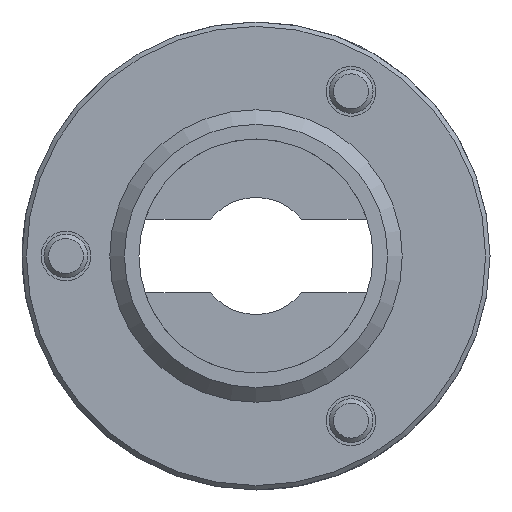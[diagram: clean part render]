
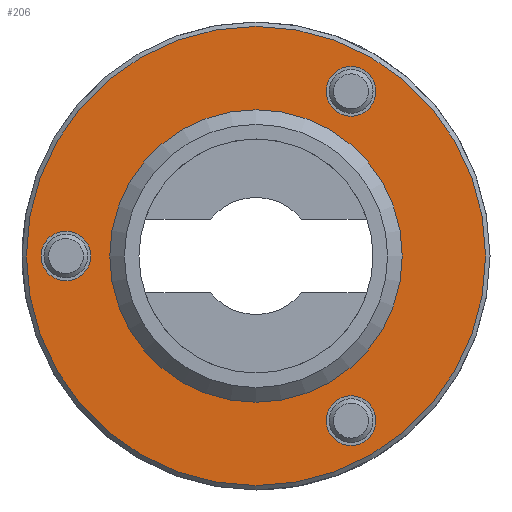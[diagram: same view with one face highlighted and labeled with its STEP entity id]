
A CAD part, front view. The second image highlights one B-rep face of the part: STEP entity #206.
In plain terms, the highlighted planar face has unit normal (0, -1, 0).
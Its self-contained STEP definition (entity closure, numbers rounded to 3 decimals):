
#206 = ADVANCED_FACE( '', ( #452, #453, #454, #455, #456 ), #457, .F. );
#452 = FACE_BOUND( '', #722, .T. );
#453 = FACE_BOUND( '', #723, .T. );
#454 = FACE_BOUND( '', #724, .T. );
#455 = FACE_BOUND( '', #725, .T. );
#456 = FACE_OUTER_BOUND( '', #726, .T. );
#457 = PLANE( '', #727 );
#722 = EDGE_LOOP( '', ( #1242 ) );
#723 = EDGE_LOOP( '', ( #1243 ) );
#724 = EDGE_LOOP( '', ( #1244 ) );
#725 = EDGE_LOOP( '', ( #1245 ) );
#726 = EDGE_LOOP( '', ( #1246 ) );
#727 = AXIS2_PLACEMENT_3D( '', #1247, #1248, #1249 );
#1242 = ORIENTED_EDGE( '', *, *, #1583, .F. );
#1243 = ORIENTED_EDGE( '', *, *, #1581, .T. );
#1244 = ORIENTED_EDGE( '', *, *, #1610, .T. );
#1245 = ORIENTED_EDGE( '', *, *, #1431, .T. );
#1246 = ORIENTED_EDGE( '', *, *, #1611, .T. );
#1247 = CARTESIAN_POINT( '', ( 15.7, -5.5, 0. ) );
#1248 = DIRECTION( '', ( 0., 1., 0. ) );
#1249 = DIRECTION( '', ( 0., 0., 1. ) );
#1431 = EDGE_CURVE( '', #1674, #1674, #1675, .T. );
#1581 = EDGE_CURVE( '', #1911, #1911, #1912, .T. );
#1583 = EDGE_CURVE( '', #1914, #1914, #1915, .T. );
#1610 = EDGE_CURVE( '', #1948, #1948, #1949, .T. );
#1611 = EDGE_CURVE( '', #1950, #1950, #1951, .T. );
#1674 = VERTEX_POINT( '', #2025 );
#1675 = CIRCLE( '', #2026, 1.7 );
#1911 = VERTEX_POINT( '', #2351 );
#1912 = CIRCLE( '', #2352, 1.7 );
#1914 = VERTEX_POINT( '', #2354 );
#1915 = CIRCLE( '', #2355, 10. );
#1948 = VERTEX_POINT( '', #2395 );
#1949 = CIRCLE( '', #2396, 1.7 );
#1950 = VERTEX_POINT( '', #2397 );
#1951 = CIRCLE( '', #2398, 15.7 );
#2025 = CARTESIAN_POINT( '', ( -11.3, -5.5, 0. ) );
#2026 = AXIS2_PLACEMENT_3D( '', #2457, #2458, #2459 );
#2351 = CARTESIAN_POINT( '', ( 8.2, -5.5, 11.258 ) );
#2352 = AXIS2_PLACEMENT_3D( '', #2636, #2637, #2638 );
#2354 = CARTESIAN_POINT( '', ( 0., -5.5, -10. ) );
#2355 = AXIS2_PLACEMENT_3D( '', #2639, #2640, #2641 );
#2395 = CARTESIAN_POINT( '', ( 8.2, -5.5, -11.258 ) );
#2396 = AXIS2_PLACEMENT_3D( '', #2673, #2674, #2675 );
#2397 = CARTESIAN_POINT( '', ( 0., -5.5, -15.7 ) );
#2398 = AXIS2_PLACEMENT_3D( '', #2676, #2677, #2678 );
#2457 = CARTESIAN_POINT( '', ( -13., -5.5, 0. ) );
#2458 = DIRECTION( '', ( 0., 1., 0. ) );
#2459 = DIRECTION( '', ( 1., 0., 0. ) );
#2636 = CARTESIAN_POINT( '', ( 6.5, -5.5, 11.258 ) );
#2637 = DIRECTION( '', ( 0., 1., 0. ) );
#2638 = DIRECTION( '', ( 1., 0., 0. ) );
#2639 = CARTESIAN_POINT( '', ( 0., -5.5, 0. ) );
#2640 = DIRECTION( '', ( 0., -1., 0. ) );
#2641 = DIRECTION( '', ( 0., 0., -1. ) );
#2673 = CARTESIAN_POINT( '', ( 6.5, -5.5, -11.258 ) );
#2674 = DIRECTION( '', ( 0., 1., 0. ) );
#2675 = DIRECTION( '', ( 1., 0., 0. ) );
#2676 = CARTESIAN_POINT( '', ( 0., -5.5, 0. ) );
#2677 = DIRECTION( '', ( 0., -1., 0. ) );
#2678 = DIRECTION( '', ( 0., 0., -1. ) );
